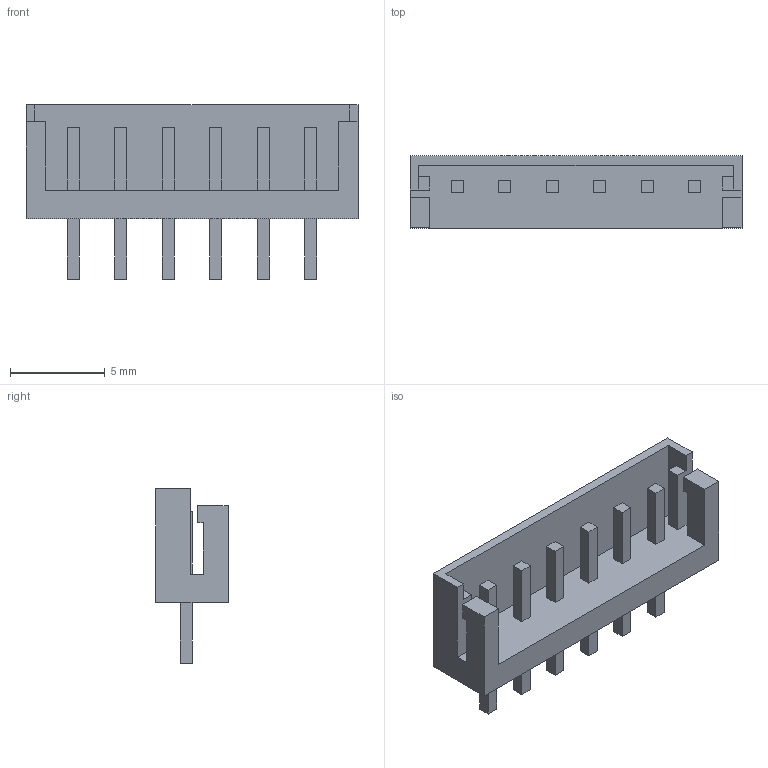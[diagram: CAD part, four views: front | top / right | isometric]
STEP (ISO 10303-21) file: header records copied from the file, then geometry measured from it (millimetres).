
FILE_DESCRIPTION(('FreeCAD Model'),'2;1');
FILE_NAME('JST_EH_06B-EH-A_06x2.50mm_Straight.STEP','2016-03-22T23:09:46',('Author' ),(''),'Open CASCADE STEP processor 6.8','FreeCAD','Unknown');
FILE_SCHEMA(('AUTOMOTIVE_DESIGN_CC2 { 1 2 10303 214 -1 1 5 4 }'));
Length unit declared in the file: millimetre
Products named in the file (1): B6B-EH-A
Bounding box: 17.5 x 3.8 x 9.2 mm (x, y, z)
Volume: 173.9 mm3; surface area: 526.7 mm2
Topology: 1 solids, 1 shells, 88 faces, 222 edges, 148 vertices
Faces by surface type: plane 88
Entity records: 6101 total; most frequent: CARTESIAN_POINT 903, DIRECTION 844, LINE 666, VECTOR 666, ORIENTED_EDGE 444, PCURVE 444, DEFINITIONAL_REPRESENTATION 444, EDGE_CURVE 222
